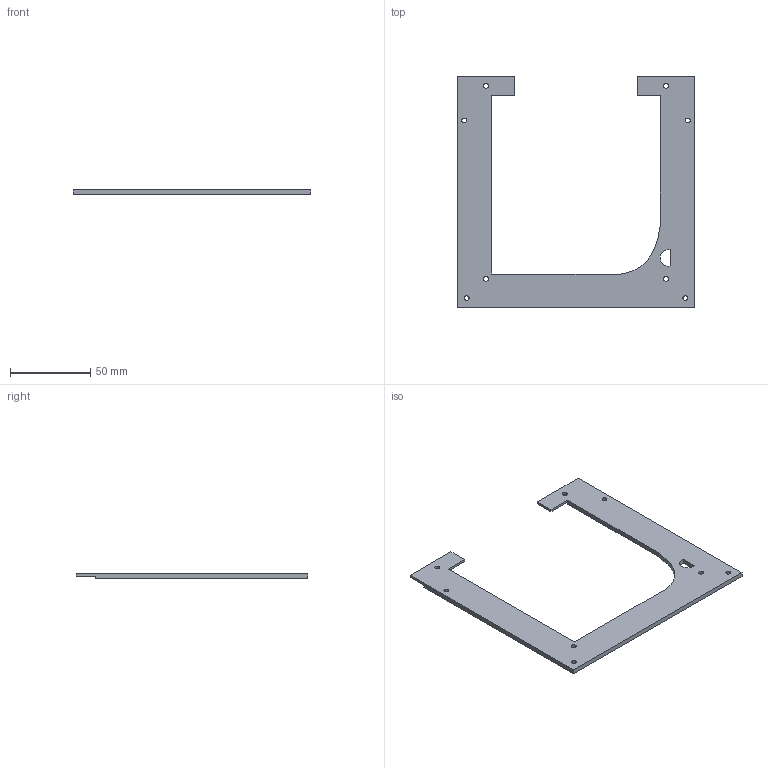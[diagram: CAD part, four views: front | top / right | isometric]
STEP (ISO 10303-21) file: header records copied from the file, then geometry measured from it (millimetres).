
FILE_DESCRIPTION(('FreeCAD Model'),'2;1');
FILE_NAME('Open CASCADE Shape Model','2024-09-17T17:34:51',(''),(''), 'Open CASCADE STEP processor 7.7','FreeCAD','Unknown');
FILE_SCHEMA(('AP242_MANAGED_MODEL_BASED_3D_ENGINEERING_MIM_LF. {1 0 10303 442 1 1 4 }'));
Length unit declared in the file: millimetre
Products named in the file (1): Right Bracket
Bounding box: 148 x 144 x 3 mm (x, y, z)
Volume: 25180.6 mm3; surface area: 20386.8 mm2
Topology: 1 solids, 1 shells, 29 faces, 79 edges, 52 vertices
Faces by surface type: plane 19, cylinder 9, extrusion 1
Full cylindrical faces by diameter (mm): 3 x8
Entity records: 978 total; most frequent: CARTESIAN_POINT 161, DIRECTION 160, ORIENTED_EDGE 158, EDGE_CURVE 79, VECTOR 60, LINE 59, VERTEX_POINT 52, AXIS2_PLACEMENT_3D 50
